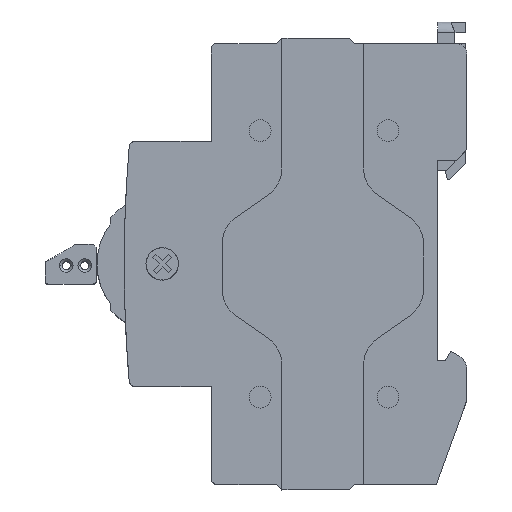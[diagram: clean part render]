
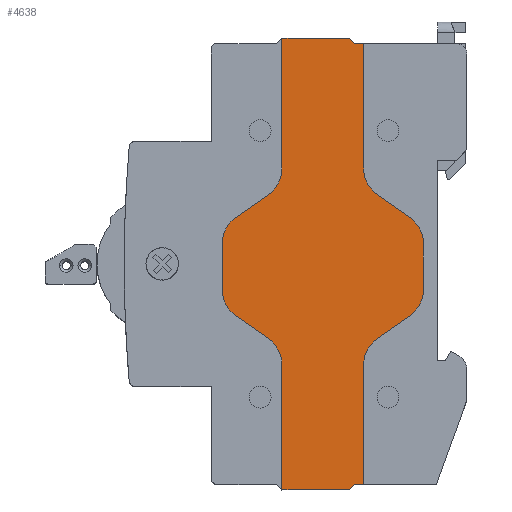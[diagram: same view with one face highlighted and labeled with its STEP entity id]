
A CAD part, top view. The second image highlights one B-rep face of the part: STEP entity #4638.
In plain terms, the highlighted planar face has unit normal (0, 0, 1).
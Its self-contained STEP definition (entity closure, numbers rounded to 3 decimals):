
#812=DIRECTION('',(-1.,0.,0.));
#813=VECTOR('',#812,1.64);
#814=CARTESIAN_POINT('',(15.,-40.5,26.7));
#815=LINE('',#814,#813);
#816=DIRECTION('',(-0.707,-0.707,0.));
#817=VECTOR('',#816,1.414);
#818=CARTESIAN_POINT('',(13.36,-40.5,26.7));
#819=LINE('',#818,#817);
#820=DIRECTION('',(-1.,0.,0.));
#821=VECTOR('',#820,12.36);
#822=CARTESIAN_POINT('',(12.36,-41.5,26.7));
#823=LINE('',#822,#821);
#824=DIRECTION('',(0.,1.,0.));
#825=VECTOR('',#824,22.877);
#826=CARTESIAN_POINT('',(0.,-41.5,26.7));
#827=LINE('',#826,#825);
#828=CARTESIAN_POINT('',(-6.,-18.623,26.7));
#829=DIRECTION('',(0.,0.,1.));
#830=DIRECTION('',(1.,0.,0.));
#831=AXIS2_PLACEMENT_3D('',#828,#829,#830);
#833=DIRECTION('',(-0.819,0.574,0.));
#834=VECTOR('',#833,7.182);
#835=CARTESIAN_POINT('',(-2.559,-13.708,26.7));
#836=LINE('',#835,#834);
#837=CARTESIAN_POINT('',(-5.,-4.674,26.7));
#838=DIRECTION('',(0.,0.,-1.));
#839=DIRECTION('',(-0.574,-0.819,0.));
#840=AXIS2_PLACEMENT_3D('',#837,#838,#839);
#842=DIRECTION('',(0.,1.,0.));
#843=VECTOR('',#842,8.349);
#844=CARTESIAN_POINT('',(-11.,-4.674,26.7));
#845=LINE('',#844,#843);
#846=CARTESIAN_POINT('',(-5.,3.674,26.7));
#847=DIRECTION('',(0.,0.,-1.));
#848=DIRECTION('',(-1.,0.,0.));
#849=AXIS2_PLACEMENT_3D('',#846,#847,#848);
#851=DIRECTION('',(0.819,0.574,0.));
#852=VECTOR('',#851,7.182);
#853=CARTESIAN_POINT('',(-8.441,8.589,26.7));
#854=LINE('',#853,#852);
#855=CARTESIAN_POINT('',(-6.,17.623,26.7));
#856=DIRECTION('',(0.,0.,1.));
#857=DIRECTION('',(0.574,-0.819,0.));
#858=AXIS2_PLACEMENT_3D('',#855,#856,#857);
#860=DIRECTION('',(0.,1.,0.));
#861=VECTOR('',#860,23.877);
#862=CARTESIAN_POINT('',(0.,17.623,26.7));
#863=LINE('',#862,#861);
#864=DIRECTION('',(1.,0.,0.));
#865=VECTOR('',#864,12.36);
#866=CARTESIAN_POINT('',(0.,41.5,26.7));
#867=LINE('',#866,#865);
#868=DIRECTION('',(0.707,-0.707,0.));
#869=VECTOR('',#868,1.414);
#870=CARTESIAN_POINT('',(12.36,41.5,26.7));
#871=LINE('',#870,#869);
#872=DIRECTION('',(1.,0.,0.));
#873=VECTOR('',#872,1.64);
#874=CARTESIAN_POINT('',(13.36,40.5,26.7));
#875=LINE('',#874,#873);
#876=DIRECTION('',(0.,-1.,0.));
#877=VECTOR('',#876,22.877);
#878=CARTESIAN_POINT('',(15.,40.5,26.7));
#879=LINE('',#878,#877);
#880=CARTESIAN_POINT('',(21.,17.623,26.7));
#881=DIRECTION('',(0.,0.,1.));
#882=DIRECTION('',(-1.,0.,0.));
#883=AXIS2_PLACEMENT_3D('',#880,#881,#882);
#885=DIRECTION('',(0.819,-0.574,0.));
#886=VECTOR('',#885,7.182);
#887=CARTESIAN_POINT('',(17.559,12.708,26.7));
#888=LINE('',#887,#886);
#889=CARTESIAN_POINT('',(20.,3.674,26.7));
#890=DIRECTION('',(0.,0.,-1.));
#891=DIRECTION('',(0.574,0.819,0.));
#892=AXIS2_PLACEMENT_3D('',#889,#890,#891);
#894=DIRECTION('',(0.,-1.,0.));
#895=VECTOR('',#894,8.349);
#896=CARTESIAN_POINT('',(26.,3.674,26.7));
#897=LINE('',#896,#895);
#898=CARTESIAN_POINT('',(20.,-4.674,26.7));
#899=DIRECTION('',(0.,0.,-1.));
#900=DIRECTION('',(1.,0.,0.));
#901=AXIS2_PLACEMENT_3D('',#898,#899,#900);
#903=DIRECTION('',(-0.819,-0.574,0.));
#904=VECTOR('',#903,7.182);
#905=CARTESIAN_POINT('',(23.441,-9.589,26.7));
#906=LINE('',#905,#904);
#907=CARTESIAN_POINT('',(21.,-18.623,26.7));
#908=DIRECTION('',(0.,0.,1.));
#909=DIRECTION('',(-0.574,0.819,0.));
#910=AXIS2_PLACEMENT_3D('',#907,#908,#909);
#912=DIRECTION('',(0.,-1.,0.));
#913=VECTOR('',#912,21.877);
#914=CARTESIAN_POINT('',(15.,-18.623,26.7));
#915=LINE('',#914,#913);
#3097=CARTESIAN_POINT('',(15.,40.5,26.7));
#3098=VERTEX_POINT('',#3097);
#3099=CARTESIAN_POINT('',(13.36,40.5,26.7));
#3100=VERTEX_POINT('',#3099);
#3187=CARTESIAN_POINT('',(15.,-18.623,26.7));
#3188=VERTEX_POINT('',#3187);
#3189=CARTESIAN_POINT('',(17.559,-13.708,26.7));
#3190=VERTEX_POINT('',#3189);
#3191=CARTESIAN_POINT('',(15.,-40.5,26.7));
#3192=VERTEX_POINT('',#3191);
#3221=CARTESIAN_POINT('',(13.36,-40.5,26.7));
#3222=VERTEX_POINT('',#3221);
#3339=CARTESIAN_POINT('',(0.,41.5,26.7));
#3340=VERTEX_POINT('',#3339);
#3397=CARTESIAN_POINT('',(0.,17.623,26.7));
#3398=VERTEX_POINT('',#3397);
#3399=CARTESIAN_POINT('',(-2.559,12.708,26.7));
#3400=VERTEX_POINT('',#3399);
#3401=CARTESIAN_POINT('',(12.36,-41.5,26.7));
#3402=VERTEX_POINT('',#3401);
#3403=CARTESIAN_POINT('',(0.,-41.5,26.7));
#3404=VERTEX_POINT('',#3403);
#3405=CARTESIAN_POINT('',(0.,-18.623,26.7));
#3406=VERTEX_POINT('',#3405);
#3407=CARTESIAN_POINT('',(-2.559,-13.708,26.7));
#3408=VERTEX_POINT('',#3407);
#3409=CARTESIAN_POINT('',(-8.441,-9.589,26.7));
#3410=VERTEX_POINT('',#3409);
#3411=CARTESIAN_POINT('',(-11.,-4.674,26.7));
#3412=VERTEX_POINT('',#3411);
#3413=CARTESIAN_POINT('',(-11.,3.674,26.7));
#3414=VERTEX_POINT('',#3413);
#3415=CARTESIAN_POINT('',(-8.441,8.589,26.7));
#3416=VERTEX_POINT('',#3415);
#3417=CARTESIAN_POINT('',(12.36,41.5,26.7));
#3418=VERTEX_POINT('',#3417);
#3419=CARTESIAN_POINT('',(15.,17.623,26.7));
#3420=VERTEX_POINT('',#3419);
#3421=CARTESIAN_POINT('',(17.559,12.708,26.7));
#3422=VERTEX_POINT('',#3421);
#3423=CARTESIAN_POINT('',(23.441,8.589,26.7));
#3424=VERTEX_POINT('',#3423);
#3425=CARTESIAN_POINT('',(26.,3.674,26.7));
#3426=VERTEX_POINT('',#3425);
#3427=CARTESIAN_POINT('',(26.,-4.674,26.7));
#3428=VERTEX_POINT('',#3427);
#3429=CARTESIAN_POINT('',(23.441,-9.589,26.7));
#3430=VERTEX_POINT('',#3429);
#4587=CARTESIAN_POINT('',(-6.,-18.623,26.7));
#4588=DIRECTION('',(0.,0.,1.));
#4589=DIRECTION('',(1.,0.,0.));
#4590=AXIS2_PLACEMENT_3D('',#4587,#4588,#4589);
#4591=PLANE('',#4590);
#4593=ORIENTED_EDGE('',*,*,#4592,.T.);
#4595=ORIENTED_EDGE('',*,*,#4594,.T.);
#4597=ORIENTED_EDGE('',*,*,#4596,.T.);
#4599=ORIENTED_EDGE('',*,*,#4598,.T.);
#4601=ORIENTED_EDGE('',*,*,#4600,.T.);
#4603=ORIENTED_EDGE('',*,*,#4602,.T.);
#4605=ORIENTED_EDGE('',*,*,#4604,.T.);
#4607=ORIENTED_EDGE('',*,*,#4606,.T.);
#4609=ORIENTED_EDGE('',*,*,#4608,.T.);
#4611=ORIENTED_EDGE('',*,*,#4610,.T.);
#4612=ORIENTED_EDGE('',*,*,#4553,.T.);
#4613=ORIENTED_EDGE('',*,*,#4574,.T.);
#4615=ORIENTED_EDGE('',*,*,#4614,.T.);
#4616=ORIENTED_EDGE('',*,*,#3918,.T.);
#4617=ORIENTED_EDGE('',*,*,#3957,.T.);
#4619=ORIENTED_EDGE('',*,*,#4618,.T.);
#4621=ORIENTED_EDGE('',*,*,#4620,.T.);
#4623=ORIENTED_EDGE('',*,*,#4622,.T.);
#4625=ORIENTED_EDGE('',*,*,#4624,.T.);
#4627=ORIENTED_EDGE('',*,*,#4626,.T.);
#4629=ORIENTED_EDGE('',*,*,#4628,.T.);
#4631=ORIENTED_EDGE('',*,*,#4630,.T.);
#4633=ORIENTED_EDGE('',*,*,#4632,.T.);
#4635=ORIENTED_EDGE('',*,*,#4634,.T.);
#4636=EDGE_LOOP('',(#4593,#4595,#4597,#4599,#4601,#4603,#4605,#4607,#4609,#4611,
#4612,#4613,#4615,#4616,#4617,#4619,#4621,#4623,#4625,#4627,#4629,#4631,#4633,
#4635));
#4637=FACE_OUTER_BOUND('',#4636,.F.);
#832=CIRCLE('',#831,6.);
#841=CIRCLE('',#840,6.);
#850=CIRCLE('',#849,6.);
#859=CIRCLE('',#858,6.);
#884=CIRCLE('',#883,6.);
#893=CIRCLE('',#892,6.);
#902=CIRCLE('',#901,6.);
#911=CIRCLE('',#910,6.);
#3918=EDGE_CURVE('',#3418,#3100,#871,.T.);
#3957=EDGE_CURVE('',#3100,#3098,#875,.T.);
#4553=EDGE_CURVE('',#3400,#3398,#859,.T.);
#4574=EDGE_CURVE('',#3398,#3340,#863,.T.);
#4592=EDGE_CURVE('',#3192,#3222,#815,.T.);
#4594=EDGE_CURVE('',#3222,#3402,#819,.T.);
#4596=EDGE_CURVE('',#3402,#3404,#823,.T.);
#4598=EDGE_CURVE('',#3404,#3406,#827,.T.);
#4600=EDGE_CURVE('',#3406,#3408,#832,.T.);
#4602=EDGE_CURVE('',#3408,#3410,#836,.T.);
#4604=EDGE_CURVE('',#3410,#3412,#841,.T.);
#4606=EDGE_CURVE('',#3412,#3414,#845,.T.);
#4608=EDGE_CURVE('',#3414,#3416,#850,.T.);
#4610=EDGE_CURVE('',#3416,#3400,#854,.T.);
#4614=EDGE_CURVE('',#3340,#3418,#867,.T.);
#4618=EDGE_CURVE('',#3098,#3420,#879,.T.);
#4620=EDGE_CURVE('',#3420,#3422,#884,.T.);
#4622=EDGE_CURVE('',#3422,#3424,#888,.T.);
#4624=EDGE_CURVE('',#3424,#3426,#893,.T.);
#4626=EDGE_CURVE('',#3426,#3428,#897,.T.);
#4628=EDGE_CURVE('',#3428,#3430,#902,.T.);
#4630=EDGE_CURVE('',#3430,#3190,#906,.T.);
#4632=EDGE_CURVE('',#3190,#3188,#911,.T.);
#4634=EDGE_CURVE('',#3188,#3192,#915,.T.);
#4638=ADVANCED_FACE('',(#4637),#4591,.T.);
